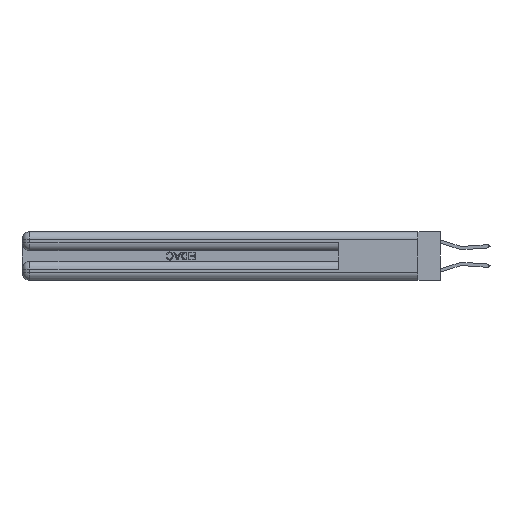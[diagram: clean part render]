
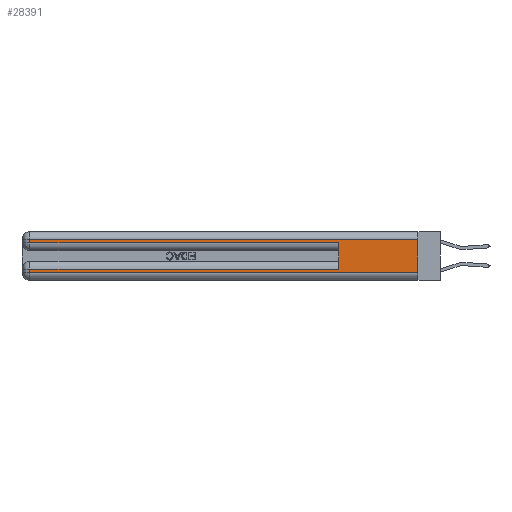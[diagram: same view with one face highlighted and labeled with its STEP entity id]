
A CAD part, left-side view. The second image highlights one B-rep face of the part: STEP entity #28391.
In plain terms, the highlighted planar face has unit normal (-1, 0, 0).
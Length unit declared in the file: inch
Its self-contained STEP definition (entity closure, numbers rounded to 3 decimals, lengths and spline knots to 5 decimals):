
#868 = CARTESIAN_POINT ( 'NONE',  ( 0., 2.94, 0.31 ) ) ;
#1279 = EDGE_CURVE ( 'NONE', #13423, #25552, #1460, .T. ) ;
#1345 = EDGE_CURVE ( 'NONE', #7573, #31184, #33408, .T. ) ;
#1460 = LINE ( 'NONE', #27336, #4883 ) ;
#1907 = FACE_OUTER_BOUND ( 'NONE', #3288, .T. ) ;
#2046 = EDGE_CURVE ( 'NONE', #2307, #31184, #22503, .T. ) ;
#2307 = VERTEX_POINT ( 'NONE', #7755 ) ;
#2895 = ORIENTED_EDGE ( 'NONE', *, *, #1279, .T. ) ;
#3288 = EDGE_LOOP ( 'NONE', ( #26784, #25697, #13692, #2895, #9348, #9244, #12477, #23057 ) ) ;
#4048 = CARTESIAN_POINT ( 'NONE',  ( 0., 2.94, 0.285 ) ) ;
#4111 = DIRECTION ( 'NONE',  ( 0., -1., 0. ) ) ;
#4459 = LINE ( 'NONE', #12823, #23859 ) ;
#4883 = VECTOR ( 'NONE', #8767, 39.37008 ) ;
#5515 = VECTOR ( 'NONE', #4111, 39.37008 ) ;
#7573 = VERTEX_POINT ( 'NONE', #30085 ) ;
#7755 = CARTESIAN_POINT ( 'NONE',  ( 0., 2.94, 0.06 ) ) ;
#8448 = LINE ( 'NONE', #16799, #14754 ) ;
#8617 = EDGE_CURVE ( 'NONE', #15306, #25552, #17786, .T. ) ;
#8767 = DIRECTION ( 'NONE',  ( 0., -1., 0. ) ) ;
#9077 = AXIS2_PLACEMENT_3D ( 'NONE', #20152, #11845, #22386 ) ;
#9244 = ORIENTED_EDGE ( 'NONE', *, *, #14173, .T. ) ;
#9348 = ORIENTED_EDGE ( 'NONE', *, *, #8617, .F. ) ;
#9609 = CARTESIAN_POINT ( 'NONE',  ( 0., 0.6, 0.145 ) ) ;
#9678 = VECTOR ( 'NONE', #17656, 39.37008 ) ;
#11845 = DIRECTION ( 'NONE',  ( 1., 0., 0. ) ) ;
#12246 = CARTESIAN_POINT ( 'NONE',  ( 0., 0.6, 0.085 ) ) ;
#12374 = VECTOR ( 'NONE', #27674, 39.37008 ) ;
#12398 = DIRECTION ( 'NONE',  ( 0., 0., 1. ) ) ;
#12477 = ORIENTED_EDGE ( 'NONE', *, *, #25207, .T. ) ;
#12641 = DIRECTION ( 'NONE',  ( 0., 0., -1. ) ) ;
#12823 = CARTESIAN_POINT ( 'NONE',  ( 0., 2.94, 0.37 ) ) ;
#13423 = VERTEX_POINT ( 'NONE', #4048 ) ;
#13692 = ORIENTED_EDGE ( 'NONE', *, *, #22332, .T. ) ;
#14173 = EDGE_CURVE ( 'NONE', #15306, #24927, #8448, .T. ) ;
#14754 = VECTOR ( 'NONE', #22143, 39.37008 ) ;
#15306 = VERTEX_POINT ( 'NONE', #12246 ) ;
#16730 = CARTESIAN_POINT ( 'NONE',  ( 0., 0.6, 0.285 ) ) ;
#16799 = CARTESIAN_POINT ( 'NONE',  ( 0., 0., 0.085 ) ) ;
#17283 = VERTEX_POINT ( 'NONE', #868 ) ;
#17656 = DIRECTION ( 'NONE',  ( 0., 1., 0. ) ) ;
#17786 = LINE ( 'NONE', #9609, #33903 ) ;
#20152 = CARTESIAN_POINT ( 'NONE',  ( 0., 0., 0.37 ) ) ;
#20213 = CARTESIAN_POINT ( 'NONE',  ( 0., 0., 0.37 ) ) ;
#21344 = CARTESIAN_POINT ( 'NONE',  ( 0., 0., 0.06 ) ) ;
#22143 = DIRECTION ( 'NONE',  ( 0., 1., 0. ) ) ;
#22332 = EDGE_CURVE ( 'NONE', #17283, #13423, #4459, .T. ) ;
#22386 = DIRECTION ( 'NONE',  ( 0., 0., -1. ) ) ;
#22503 = LINE ( 'NONE', #27894, #5515 ) ;
#23057 = ORIENTED_EDGE ( 'NONE', *, *, #2046, .T. ) ;
#23523 = LINE ( 'NONE', #28384, #9678 ) ;
#23859 = VECTOR ( 'NONE', #12641, 39.37008 ) ;
#23882 = CARTESIAN_POINT ( 'NONE',  ( 0., 2.94, 0.085 ) ) ;
#24927 = VERTEX_POINT ( 'NONE', #23882 ) ;
#25207 = EDGE_CURVE ( 'NONE', #24927, #2307, #25238, .T. ) ;
#25238 = LINE ( 'NONE', #33231, #12374 ) ;
#25552 = VERTEX_POINT ( 'NONE', #16730 ) ;
#25697 = ORIENTED_EDGE ( 'NONE', *, *, #28880, .T. ) ;
#26784 = ORIENTED_EDGE ( 'NONE', *, *, #1345, .F. ) ;
#27336 = CARTESIAN_POINT ( 'NONE',  ( 0., 0., 0.285 ) ) ;
#27674 = DIRECTION ( 'NONE',  ( 0., 0., -1. ) ) ;
#27894 = CARTESIAN_POINT ( 'NONE',  ( 0., 0., 0.06 ) ) ;
#28299 = PLANE ( 'NONE',  #9077 ) ;
#28384 = CARTESIAN_POINT ( 'NONE',  ( 0., 0., 0.31 ) ) ;
#28391 = ADVANCED_FACE ( 'NONE', ( #1907 ), #28299, .F. ) ;
#28707 = DIRECTION ( 'NONE',  ( 0., 0., -1. ) ) ;
#28726 = VECTOR ( 'NONE', #28707, 39.37008 ) ;
#28880 = EDGE_CURVE ( 'NONE', #7573, #17283, #23523, .T. ) ;
#30085 = CARTESIAN_POINT ( 'NONE',  ( 0., 0., 0.31 ) ) ;
#31184 = VERTEX_POINT ( 'NONE', #21344 ) ;
#33231 = CARTESIAN_POINT ( 'NONE',  ( 0., 2.94, 0.37 ) ) ;
#33408 = LINE ( 'NONE', #20213, #28726 ) ;
#33903 = VECTOR ( 'NONE', #12398, 39.37008 ) ;
